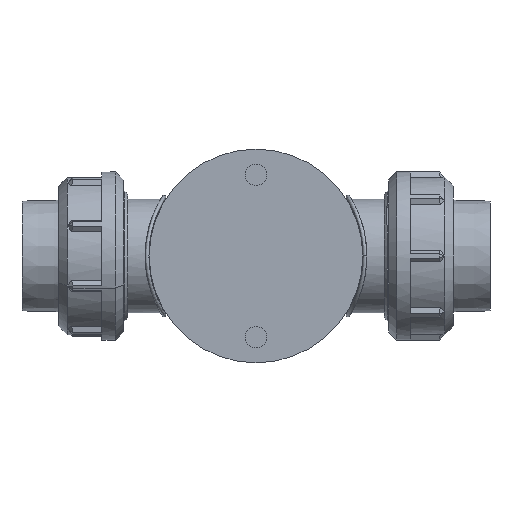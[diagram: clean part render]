
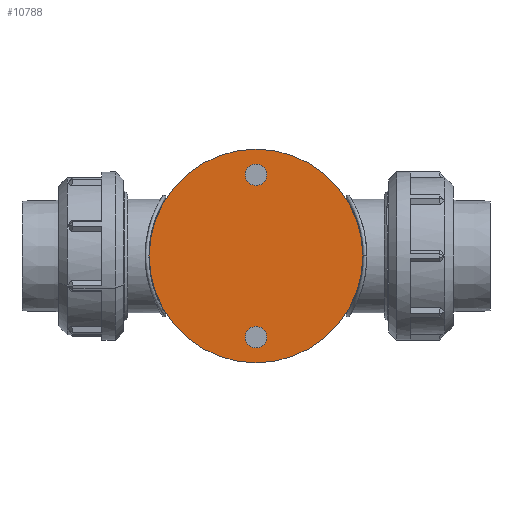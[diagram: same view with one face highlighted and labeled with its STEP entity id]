
A CAD part, front view. The second image highlights one B-rep face of the part: STEP entity #10788.
In plain terms, the highlighted planar face has unit normal (0, -1, 0).
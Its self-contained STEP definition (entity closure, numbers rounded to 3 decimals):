
#2 = CARTESIAN_POINT ( 'NONE',  ( 0., -42.258, 0. ) ) ;
#394 = CARTESIAN_POINT ( 'NONE',  ( 0., -42.258, 30. ) ) ;
#927 = CIRCLE ( 'NONE', #1662, 3.969 ) ;
#1161 = FACE_OUTER_BOUND ( 'NONE', #2814, .T. ) ;
#1662 = AXIS2_PLACEMENT_3D ( 'NONE', #394, #8904, #1701 ) ;
#1701 = DIRECTION ( 'NONE',  ( 0., 0., -1. ) ) ;
#2814 = EDGE_LOOP ( 'NONE', ( #3691 ) ) ;
#3272 = CARTESIAN_POINT ( 'NONE',  ( 0., -42.258, 26.031 ) ) ;
#3544 = CARTESIAN_POINT ( 'NONE',  ( 0., -42.258, -30. ) ) ;
#3567 = DIRECTION ( 'NONE',  ( 0., 1., 0. ) ) ;
#3649 = VERTEX_POINT ( 'NONE', #4655 ) ;
#3654 = EDGE_CURVE ( 'NONE', #13877, #13877, #927, .T. ) ;
#3691 = ORIENTED_EDGE ( 'NONE', *, *, #14778, .F. ) ;
#3847 = DIRECTION ( 'NONE',  ( 0., -1., 0. ) ) ;
#4655 = CARTESIAN_POINT ( 'NONE',  ( 0., -42.258, -33.969 ) ) ;
#6135 = ORIENTED_EDGE ( 'NONE', *, *, #11099, .F. ) ;
#6273 = EDGE_LOOP ( 'NONE', ( #6135 ) ) ;
#7107 = CIRCLE ( 'NONE', #11305, 39.5 ) ;
#7130 = DIRECTION ( 'NONE',  ( 0., 0., 1. ) ) ;
#8199 = CIRCLE ( 'NONE', #9928, 3.969 ) ;
#8904 = DIRECTION ( 'NONE',  ( 0., -1., 0. ) ) ;
#9399 = DIRECTION ( 'NONE',  ( 0., 0., 1. ) ) ;
#9537 = VERTEX_POINT ( 'NONE', #12866 ) ;
#9610 = PLANE ( 'NONE',  #13140 ) ;
#9634 = DIRECTION ( 'NONE',  ( 0., 1., 0. ) ) ;
#9928 = AXIS2_PLACEMENT_3D ( 'NONE', #3544, #3847, #11754 ) ;
#10788 = ADVANCED_FACE ( 'NONE', ( #11776, #13014, #1161 ), #9610, .F. ) ;
#11099 = EDGE_CURVE ( 'NONE', #3649, #3649, #8199, .T. ) ;
#11305 = AXIS2_PLACEMENT_3D ( 'NONE', #11729, #9634, #9399 ) ;
#11729 = CARTESIAN_POINT ( 'NONE',  ( 0., -42.258, 0. ) ) ;
#11754 = DIRECTION ( 'NONE',  ( 0., 0., -1. ) ) ;
#11776 = FACE_BOUND ( 'NONE', #12302, .T. ) ;
#12302 = EDGE_LOOP ( 'NONE', ( #12761 ) ) ;
#12761 = ORIENTED_EDGE ( 'NONE', *, *, #3654, .F. ) ;
#12866 = CARTESIAN_POINT ( 'NONE',  ( 0., -42.258, 39.5 ) ) ;
#13014 = FACE_BOUND ( 'NONE', #6273, .T. ) ;
#13140 = AXIS2_PLACEMENT_3D ( 'NONE', #2, #3567, #7130 ) ;
#13877 = VERTEX_POINT ( 'NONE', #3272 ) ;
#14778 = EDGE_CURVE ( 'NONE', #9537, #9537, #7107, .T. ) ;
